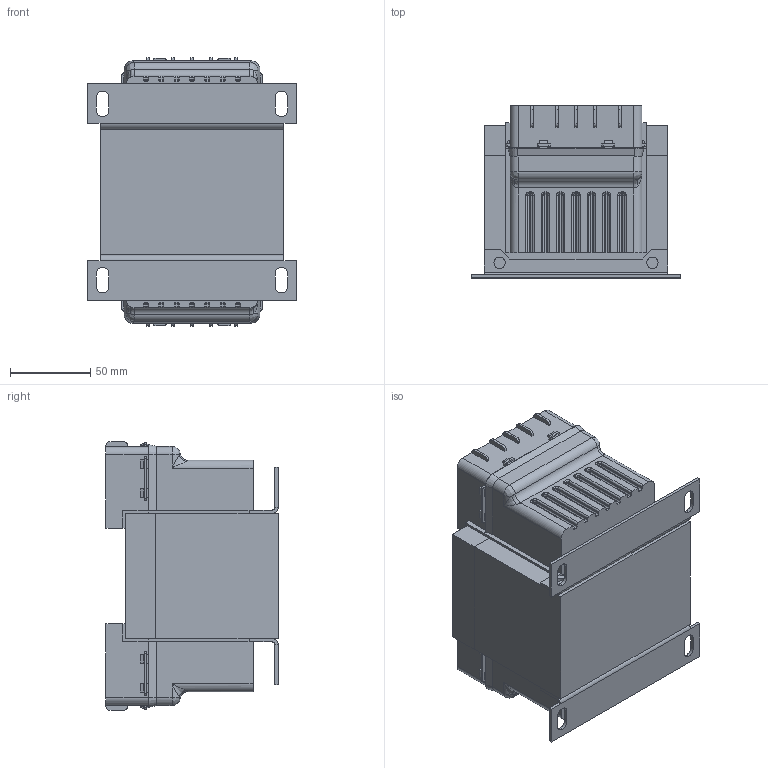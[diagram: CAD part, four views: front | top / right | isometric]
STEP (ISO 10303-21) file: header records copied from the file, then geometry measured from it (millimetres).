
FILE_DESCRIPTION (( 'STEP AP214' ), '1' );
FILE_NAME ('PH750MQMJ.step', '2017-08-10T15:52:34', ( '' ), ( '' ), 'SwSTEP 2.0', 'SolidWorks 2017', '' );
FILE_SCHEMA (( 'AUTOMOTIVE_DESIGN' ));
Length unit declared in the file: inch
Products named in the file (1): PH750MQMJ
Bounding box: 130.18 x 107 x 166.9 mm (x, y, z)
Volume: 1436706.2 mm3; surface area: 172170.5 mm2
Topology: 8 solids, 8 shells, 638 faces, 1698 edges, 1048 vertices
Faces by surface type: plane 370, cylinder 190, bspline 74, cone 4
Entity records: 21271 total; most frequent: CARTESIAN_POINT 5731, ORIENTED_EDGE 3324, DIRECTION 3020, EDGE_CURVE 1662, VECTOR 1210, LINE 1210, VERTEX_POINT 1048, AXIS2_PLACEMENT_3D 905
